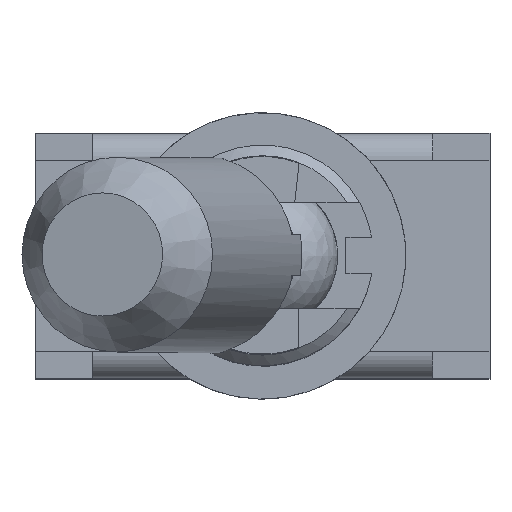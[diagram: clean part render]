
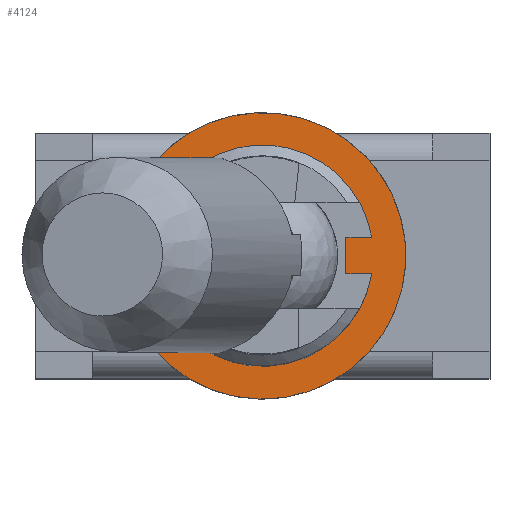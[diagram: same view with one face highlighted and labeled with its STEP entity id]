
A CAD part, top view. The second image highlights one B-rep face of the part: STEP entity #4124.
In plain terms, the highlighted planar face has unit normal (0, 0, 1).
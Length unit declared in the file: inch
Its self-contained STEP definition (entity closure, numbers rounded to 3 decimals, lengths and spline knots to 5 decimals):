
#4001=CARTESIAN_POINT('',(0.11979,0.02008,0.40512));
#4002=VERTEX_POINT('',#4001);
#4017=CARTESIAN_POINT('',(0.09154,0.02008,0.40512));
#4018=VERTEX_POINT('',#4017);
#4025=CARTESIAN_POINT('',(0.09154,0.02008,0.40512));
#4026=DIRECTION('',(1.0,0.0,0.0));
#4027=VECTOR('',#4026,0.02825);
#4028=LINE('',#4025,#4027);
#4029=EDGE_CURVE('',#4018,#4002,#4028,.T.);
#4039=CARTESIAN_POINT('',(0.09154,-0.02008,0.40512));
#4040=VERTEX_POINT('',#4039);
#4041=CARTESIAN_POINT('',(0.09154,-0.02008,0.40512));
#4042=DIRECTION('',(0.0,1.0,0.0));
#4043=VECTOR('',#4042,0.04016);
#4044=LINE('',#4041,#4043);
#4045=EDGE_CURVE('',#4040,#4018,#4044,.T.);
#4070=CARTESIAN_POINT('',(0.11979,-0.02008,0.40512));
#4071=VERTEX_POINT('',#4070);
#4080=CARTESIAN_POINT('',(0.11979,-0.02008,0.40512));
#4081=DIRECTION('',(-1.0,0.0,0.0));
#4082=VECTOR('',#4081,0.02825);
#4083=LINE('',#4080,#4082);
#4084=EDGE_CURVE('',#4071,#4040,#4083,.T.);
#4096=CARTESIAN_POINT('',(-0.17323,-0.17323,0.40512));
#4097=DIRECTION('',(0.0,0.0,1.0));
#4098=DIRECTION('',(1.0,0.0,0.0));
#4099=AXIS2_PLACEMENT_3D('',#4096,#4097,#4098);
#4100=PLANE('',#4099);
#4101=CARTESIAN_POINT('',(-0.15748,0.,0.40512));
#4102=VERTEX_POINT('',#4101);
#4103=CARTESIAN_POINT('',(0.,0.,0.40512));
#4104=DIRECTION('',(0.0,0.0,1.0));
#4105=DIRECTION('',(1.0,0.0,0.0));
#4106=AXIS2_PLACEMENT_3D('',#4103,#4104,#4105);
#4107=CIRCLE('',#4106,0.15748);
#4108=EDGE_CURVE('',#4102,#4102,#4107,.T.);
#4109=ORIENTED_EDGE('',*,*,#4108,.T.);
#4110=EDGE_LOOP('',(#4109));
#4111=FACE_OUTER_BOUND('',#4110,.T.);
#4112=CARTESIAN_POINT('',(0.,0.,0.40512));
#4113=DIRECTION('',(0.0,0.0,1.0));
#4114=DIRECTION('',(-0.986,-0.165,0.0));
#4115=AXIS2_PLACEMENT_3D('',#4112,#4113,#4114);
#4116=CIRCLE('',#4115,0.12146);
#4117=EDGE_CURVE('',#4002,#4071,#4116,.T.);
#4118=ORIENTED_EDGE('',*,*,#4117,.F.);
#4119=ORIENTED_EDGE('',*,*,#4029,.F.);
#4120=ORIENTED_EDGE('',*,*,#4045,.F.);
#4121=ORIENTED_EDGE('',*,*,#4084,.F.);
#4122=EDGE_LOOP('',(#4118,#4119,#4120,#4121));
#4123=FACE_BOUND('',#4122,.T.);
#4124=ADVANCED_FACE('',(#4111,#4123),#4100,.T.);
